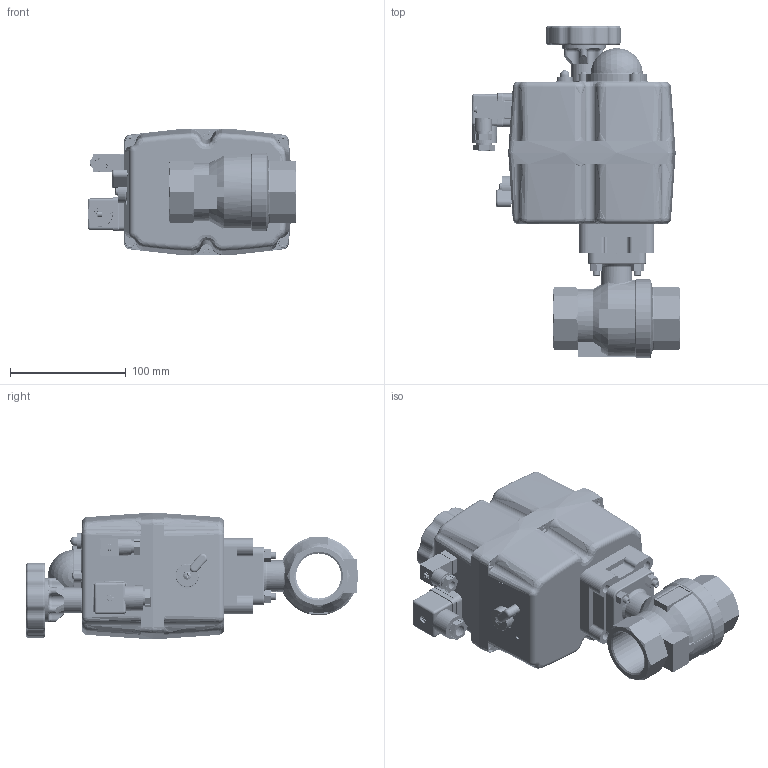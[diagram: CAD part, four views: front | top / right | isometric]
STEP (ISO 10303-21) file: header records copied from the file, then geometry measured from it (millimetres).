
FILE_DESCRIPTION (( 'STEP AP214' ), '1' );
FILE_NAME ('EK02_DN32_DVGW.STEP', '2024-01-31T10:11:27', ( '' ), ( '' ), 'SwSTEP 2.0', 'SolidWorks 2021', '' );
FILE_SCHEMA (( 'AUTOMOTIVE_DESIGN' ));
Length unit declared in the file: metre
Products named in the file (54): ~~~~TORNILLO 912 M-4X12; ~~TORNILLO BROCHADO DE CABEZA DE BOTÓN HEXAGONAL HUECA - MÉTRICO - ANSI B18.3.4M - M3 X 0.5 X 6; CONECTOR PETIT JUNT; JUNTA D6XD11X4; TAPA J3 AM CUPULA-3-1_1_5; GK06_DN32; SALIDA J 55 3D.CEGADWG; JUNTA D6,5X13X5; CONECTOR GRAN JUNT; BRIDA J 55; TAPA J3 AM CUPULA-3-1_1_4; LLEVA INDICADORE CUPULA; hex nut gradec_din_Hexagon Nut ISO 4034 - M6 - N; ~TORNILLO 912 M-4X12; TAPA J3 AM CUPULA-3-1_1; TORNILLO 912 M-4X20; RED14X11SS; ENCHUFE GRANDE; ULL DE BOU; TUERCA M-4; ~TORNILLO BROCHADO DE CABEZA DE BOTÓN HEXAGONAL HUECA - MÉTRICO - ANSI B18.3.4M - M3 X 0.5 X 6; TORNILLO M3X25; TORNILLO BROCHADO DE CABEZA DE BOTÓN HEXAGONAL HUECA - MÉTRICO - ANSI B18.3.4M - M3 X 0.5 X 6; EK02_DN32_DVGW; CUERPO~2; TAPA J3 AM CUPULA-3-1_1_2; ~~~~~TORNILLO 912 M-4X12; CUPULA DEF 3D; CUERPO PEQUEÑO; RÁCORD D7,5; TAPA J3 AM CUPULA-3-1_1_3; ENCHUFE PEQUEÑO; RÁCORD D10,5; TORNILLO 912 M-4X12; ~BARRETA CUPULA; TORNILLO M3X29; CUERPO PEQUEÑO_2; BARRETA CUPULA; CLAVIJA GRAND; ARANDELA D10XD13 ...
Assembly tree (66 placements, depth 5):
  EK02_DN32_DVGW
    GK06_DN32
    RED14X11SS
    AN01_S55
      TUERCA M-4  x6
      DESEMBRAGUE EXT 020
      TORNILLO DIN7505B 4X16 TIRAFONDOS
      TAPA J3 AM CUPULA-3-1_1
        TAPA J3 AM CUPULA-3-1_1_2
        TAPA J3 AM CUPULA-3-1_1
        TAPA J3 AM CUPULA-3-1_1_4
        TAPA J3 AM CUPULA-3-1_1_5
        TAPA J3 AM CUPULA-3-1_1_3
      CLAVIJA GRAND
      CLAVIJA PETITA
      CONECTOR GRAN JUNT
        RÁCORD D10,5
        ARANDELA D10XD13
        JUNTA D6,5X13X5
        JUNTA CUADRADA 40
        ENCHUFE GRANDE
        TORNILLO M3X29
        CUERPO~2
      CONECTOR PETIT JUNT
        RÁCORD D7,5
        ARANDELA D7,5XD11
        JUNTA D6XD11X4
        JUNTA 15X15X1
        TORNILLO M3X25
        CUERPO PEQUEÑO
          CUERPO PEQUEÑO
          CUERPO PEQUEÑO_2
        ENCHUFE PEQUEÑO
      CUPULA DEF 3D
      TORNILLO BROCHADO DE CABEZA DE BOTÓN HEXAGONAL HUECA - MÉTRICO - ANSI B18.3.4M - M3 X 0.5 X 6
      ~TORNILLO BROCHADO DE CABEZA DE BOTÓN HEXAGONAL HUECA - MÉTRICO - ANSI B18.3.4M - M3 X 0.5 X 6
      ~~TORNILLO BROCHADO DE CABEZA DE BOTÓN HEXAGONAL HUECA - MÉTRICO - ANSI B18.3.4M - M3 X 0.5 X 6
      ULL DE BOU
      VOLANTE J 55
      TORNILLO 912 M-4X20
      TORNILLO 912 M-4X12
      ~TORNILLO 912 M-4X12
      ~~TORNILLO 912 M-4X12
      ~~~TORNILLO 912 M-4X12
      ~~~~TORNILLO 912 M-4X12
      ~~~~~TORNILLO 912 M-4X12
      CARTER J355
      BRIDA J 55
      SALIDA J 55 3D.CEGADWG
      LLEVA INDICADORE CUPULA
      ~BARRETA CUPULA  x3
      BARRETA CUPULA
    hex nut gradec_din_Hexagon Nut ISO 4034 - M6 - N  x4
    socket set screw flat point_din_DIN 913 - M6 x 30-N  x4
Bounding box: 180.3 x 286.5 x 108.76 mm (x, y, z)
Volume: 706982.8 mm3; surface area: 327135 mm2
Topology: 63 solids, 63 shells, 5174 faces, 12650 edges, 7685 vertices
Faces by surface type: cylinder 1563, plane 1323, cone 1210, torus 702, bspline 239, sphere 137
Entity records: 175753 total; most frequent: CARTESIAN_POINT 59128, DIRECTION 24579, ORIENTED_EDGE 22492, EDGE_CURVE 11246, AXIS2_PLACEMENT_3D 9889, VERTEX_POINT 6895, CIRCLE 5421, EDGE_LOOP 4977
